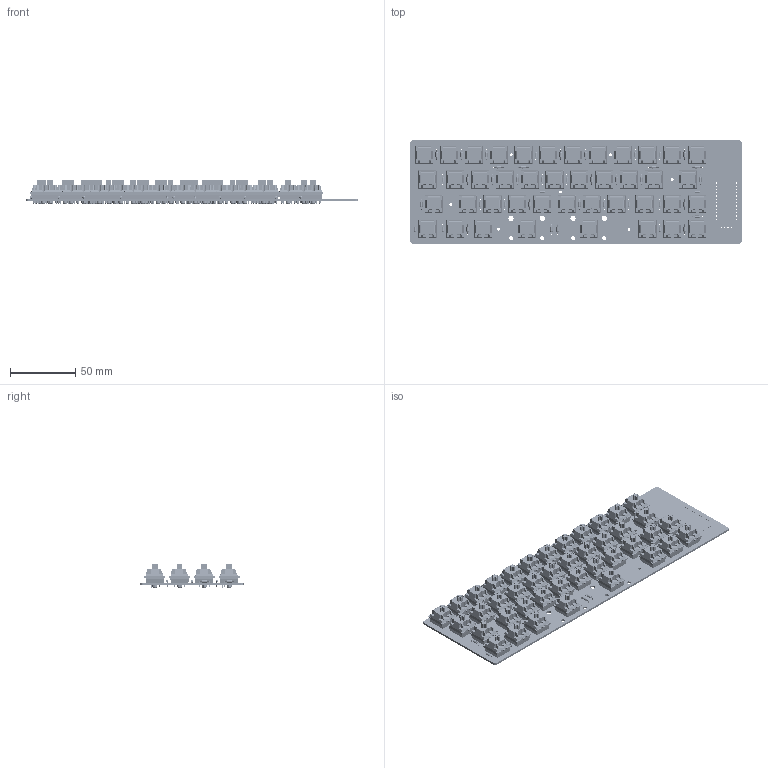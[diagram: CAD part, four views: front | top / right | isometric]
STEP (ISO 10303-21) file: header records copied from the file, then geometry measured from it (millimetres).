
FILE_DESCRIPTION(('KiCad electronic assembly'),'2;1');
FILE_NAME('simple42-pcb.step','2024-01-28T11:15:53',('Pcbnew'),('Kicad') ,'Open CASCADE STEP processor 7.6','KiCad to STEP converter','Unknown' );
FILE_SCHEMA(('AUTOMOTIVE_DESIGN { 1 0 10303 214 1 1 1 1 }'));
Length unit declared in the file: millimetre
Products named in the file (6): simple42-pcb 1; D_DO-35_SOD27_P7.62mm_Horizontal; switch; cherry mx v28; simple42-pcb PCB
Assembly tree (87 placements, depth 3):
  simple42-pcb 1
    D_DO-35_SOD27_P7.62mm_Horizontal  x42
      D_DO-35_SOD27_P7.62mm_Horizontal
    switch  x42
      cherry mx v28
    simple42-pcb PCB
Bounding box: 255.01 x 79.15 x 17.68 mm (x, y, z)
Volume: 104542.2 mm3; surface area: 117342.4 mm2
Topology: 421 solids, 421 shells, 6645 faces, 16107 edges, 10472 vertices
Faces by surface type: plane 4712, cylinder 1555, torus 168, cone 126, sphere 84
Full cylindrical faces by diameter (mm): 0.5 x126, 0.8 x84, 1 x28, 1.524 x84, 1.6 x84, 1.702 x84, 2 x84, 2.02 x42, 2.2 x7, 3.048 x4, 3.85 x42, 3.988 x46
Entity records: 55242 total; most frequent: CARTESIAN_POINT 14996, DIRECTION 7433, ORIENTED_EDGE 4006, PCURVE 4006, DEFINITIONAL_REPRESENTATION 4006, LINE 3688, VECTOR 3688, EDGE_CURVE 2003
